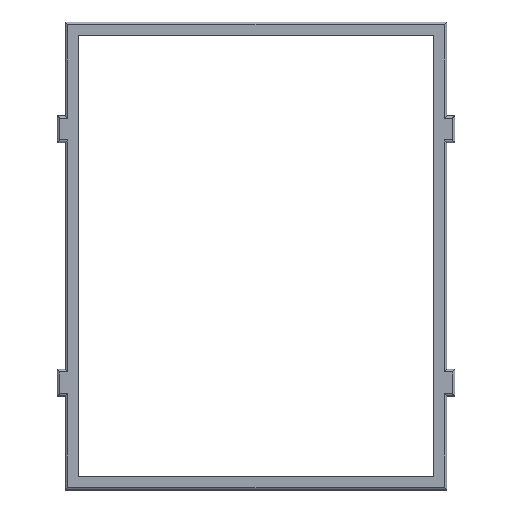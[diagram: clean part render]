
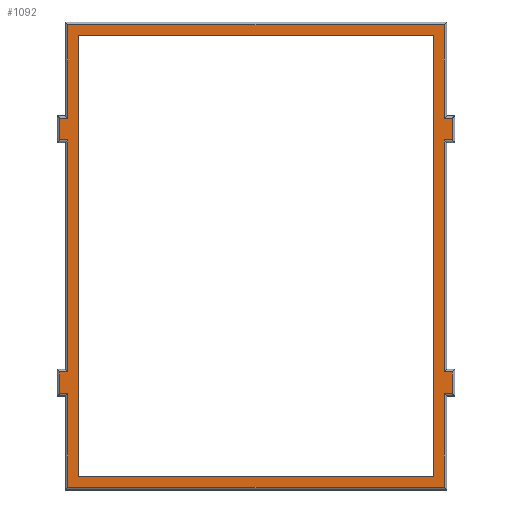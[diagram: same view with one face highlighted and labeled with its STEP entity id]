
A CAD part, top view. The second image highlights one B-rep face of the part: STEP entity #1092.
In plain terms, the highlighted face is planar.
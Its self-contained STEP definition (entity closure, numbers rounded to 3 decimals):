
#25=FACE_BOUND('',#193,.T.);
#44=PLANE('',#1199);
#127=FACE_OUTER_BOUND('',#192,.T.);
#192=EDGE_LOOP('',(#872,#873,#874,#875,#876,#877,#878,#879,#880,#881,#882,
#883,#884,#885,#886,#887,#888,#889,#890,#891));
#193=EDGE_LOOP('',(#892,#893,#894,#895));
#234=LINE('',#1576,#358);
#236=LINE('',#1584,#360);
#238=LINE('',#1590,#362);
#240=LINE('',#1596,#364);
#242=LINE('',#1602,#366);
#244=LINE('',#1608,#368);
#246=LINE('',#1614,#370);
#248=LINE('',#1620,#372);
#250=LINE('',#1626,#374);
#252=LINE('',#1632,#376);
#254=LINE('',#1638,#378);
#257=LINE('',#1646,#381);
#259=LINE('',#1652,#383);
#261=LINE('',#1658,#385);
#263=LINE('',#1664,#387);
#265=LINE('',#1670,#389);
#267=LINE('',#1676,#391);
#269=LINE('',#1682,#393);
#271=LINE('',#1688,#395);
#273=LINE('',#1692,#397);
#299=LINE('',#1746,#423);
#300=LINE('',#1748,#424);
#301=LINE('',#1750,#425);
#302=LINE('',#1751,#426);
#358=VECTOR('',#1266,10.);
#360=VECTOR('',#1274,10.);
#362=VECTOR('',#1280,10.);
#364=VECTOR('',#1286,10.);
#366=VECTOR('',#1292,10.);
#368=VECTOR('',#1298,10.);
#370=VECTOR('',#1304,10.);
#372=VECTOR('',#1310,10.);
#374=VECTOR('',#1316,10.);
#376=VECTOR('',#1322,10.);
#378=VECTOR('',#1328,10.);
#381=VECTOR('',#1335,10.);
#383=VECTOR('',#1341,10.);
#385=VECTOR('',#1347,10.);
#387=VECTOR('',#1353,10.);
#389=VECTOR('',#1359,10.);
#391=VECTOR('',#1365,10.);
#393=VECTOR('',#1371,10.);
#395=VECTOR('',#1377,10.);
#397=VECTOR('',#1383,10.);
#423=VECTOR('',#1431,10.);
#424=VECTOR('',#1432,10.);
#425=VECTOR('',#1433,10.);
#426=VECTOR('',#1434,10.);
#494=VERTEX_POINT('',#1574);
#495=VERTEX_POINT('',#1575);
#498=VERTEX_POINT('',#1583);
#500=VERTEX_POINT('',#1589);
#502=VERTEX_POINT('',#1595);
#504=VERTEX_POINT('',#1601);
#506=VERTEX_POINT('',#1607);
#508=VERTEX_POINT('',#1613);
#510=VERTEX_POINT('',#1619);
#512=VERTEX_POINT('',#1625);
#514=VERTEX_POINT('',#1631);
#516=VERTEX_POINT('',#1637);
#519=VERTEX_POINT('',#1645);
#521=VERTEX_POINT('',#1651);
#523=VERTEX_POINT('',#1657);
#525=VERTEX_POINT('',#1663);
#527=VERTEX_POINT('',#1669);
#529=VERTEX_POINT('',#1675);
#531=VERTEX_POINT('',#1681);
#533=VERTEX_POINT('',#1687);
#549=VERTEX_POINT('',#1744);
#550=VERTEX_POINT('',#1745);
#551=VERTEX_POINT('',#1747);
#552=VERTEX_POINT('',#1749);
#590=EDGE_CURVE('',#494,#495,#234,.T.);
#594=EDGE_CURVE('',#495,#498,#236,.T.);
#597=EDGE_CURVE('',#498,#500,#238,.T.);
#600=EDGE_CURVE('',#500,#502,#240,.T.);
#603=EDGE_CURVE('',#502,#504,#242,.T.);
#606=EDGE_CURVE('',#504,#506,#244,.T.);
#609=EDGE_CURVE('',#506,#508,#246,.T.);
#612=EDGE_CURVE('',#508,#510,#248,.T.);
#615=EDGE_CURVE('',#510,#512,#250,.T.);
#618=EDGE_CURVE('',#512,#514,#252,.T.);
#621=EDGE_CURVE('',#514,#516,#254,.T.);
#625=EDGE_CURVE('',#516,#519,#257,.T.);
#628=EDGE_CURVE('',#519,#521,#259,.T.);
#631=EDGE_CURVE('',#521,#523,#261,.T.);
#634=EDGE_CURVE('',#523,#525,#263,.T.);
#637=EDGE_CURVE('',#525,#527,#265,.T.);
#640=EDGE_CURVE('',#527,#529,#267,.T.);
#643=EDGE_CURVE('',#529,#531,#269,.T.);
#646=EDGE_CURVE('',#531,#533,#271,.T.);
#649=EDGE_CURVE('',#533,#494,#273,.T.);
#675=EDGE_CURVE('',#549,#550,#299,.T.);
#676=EDGE_CURVE('',#551,#549,#300,.T.);
#677=EDGE_CURVE('',#552,#551,#301,.T.);
#678=EDGE_CURVE('',#550,#552,#302,.T.);
#872=ORIENTED_EDGE('',*,*,#590,.F.);
#873=ORIENTED_EDGE('',*,*,#649,.F.);
#874=ORIENTED_EDGE('',*,*,#646,.F.);
#875=ORIENTED_EDGE('',*,*,#643,.F.);
#876=ORIENTED_EDGE('',*,*,#640,.F.);
#877=ORIENTED_EDGE('',*,*,#637,.F.);
#878=ORIENTED_EDGE('',*,*,#634,.F.);
#879=ORIENTED_EDGE('',*,*,#631,.F.);
#880=ORIENTED_EDGE('',*,*,#628,.F.);
#881=ORIENTED_EDGE('',*,*,#625,.F.);
#882=ORIENTED_EDGE('',*,*,#621,.F.);
#883=ORIENTED_EDGE('',*,*,#618,.F.);
#884=ORIENTED_EDGE('',*,*,#615,.F.);
#885=ORIENTED_EDGE('',*,*,#612,.F.);
#886=ORIENTED_EDGE('',*,*,#609,.F.);
#887=ORIENTED_EDGE('',*,*,#606,.F.);
#888=ORIENTED_EDGE('',*,*,#603,.F.);
#889=ORIENTED_EDGE('',*,*,#600,.F.);
#890=ORIENTED_EDGE('',*,*,#597,.F.);
#891=ORIENTED_EDGE('',*,*,#594,.F.);
#892=ORIENTED_EDGE('',*,*,#675,.F.);
#893=ORIENTED_EDGE('',*,*,#676,.F.);
#894=ORIENTED_EDGE('',*,*,#677,.F.);
#895=ORIENTED_EDGE('',*,*,#678,.F.);
#1092=ADVANCED_FACE('',(#127,#25),#44,.F.);
#1199=AXIS2_PLACEMENT_3D('',#1743,#1429,#1430);
#1266=DIRECTION('',(0.,1.,0.));
#1274=DIRECTION('',(1.,0.,0.));
#1280=DIRECTION('',(0.,1.,0.));
#1286=DIRECTION('',(-1.,0.,0.));
#1292=DIRECTION('',(0.,1.,0.));
#1298=DIRECTION('',(1.,0.,0.));
#1304=DIRECTION('',(0.,1.,0.));
#1310=DIRECTION('',(-1.,0.,0.));
#1316=DIRECTION('',(0.,1.,0.));
#1322=DIRECTION('',(-1.,0.,0.));
#1328=DIRECTION('',(0.,-1.,0.));
#1335=DIRECTION('',(-1.,0.,0.));
#1341=DIRECTION('',(0.,-1.,0.));
#1347=DIRECTION('',(1.,0.,0.));
#1353=DIRECTION('',(0.,-1.,0.));
#1359=DIRECTION('',(-1.,0.,0.));
#1365=DIRECTION('',(0.,-1.,0.));
#1371=DIRECTION('',(1.,0.,0.));
#1377=DIRECTION('',(0.,-1.,0.));
#1383=DIRECTION('',(1.,0.,0.));
#1429=DIRECTION('center_axis',(0.,0.,1.));
#1430=DIRECTION('ref_axis',(1.,0.,0.));
#1431=DIRECTION('',(0.,1.,0.));
#1432=DIRECTION('',(-1.,0.,0.));
#1433=DIRECTION('',(0.,-1.,0.));
#1434=DIRECTION('',(1.,0.,0.));
#1574=CARTESIAN_POINT('',(291.4,-14.045,0.));
#1575=CARTESIAN_POINT('',(291.4,20.955,0.));
#1576=CARTESIAN_POINT('',(291.4,28.581,0.));
#1583=CARTESIAN_POINT('',(294.4,20.955,0.));
#1584=CARTESIAN_POINT('',(256.8,20.955,0.));
#1589=CARTESIAN_POINT('',(294.4,28.955,0.));
#1590=CARTESIAN_POINT('',(294.4,46.081,0.));
#1595=CARTESIAN_POINT('',(291.4,28.955,0.));
#1596=CARTESIAN_POINT('',(258.3,28.955,0.));
#1601=CARTESIAN_POINT('',(291.4,115.456,0.));
#1602=CARTESIAN_POINT('',(291.4,28.581,0.));
#1607=CARTESIAN_POINT('',(294.4,115.456,0.));
#1608=CARTESIAN_POINT('',(256.8,115.456,0.));
#1613=CARTESIAN_POINT('',(294.4,123.456,0.));
#1614=CARTESIAN_POINT('',(294.4,93.331,0.));
#1619=CARTESIAN_POINT('',(291.4,123.456,0.));
#1620=CARTESIAN_POINT('',(258.3,123.456,0.));
#1625=CARTESIAN_POINT('',(291.4,158.456,0.));
#1626=CARTESIAN_POINT('',(291.4,28.581,0.));
#1631=CARTESIAN_POINT('',(151.,158.456,0.));
#1632=CARTESIAN_POINT('',(256.8,158.456,0.));
#1637=CARTESIAN_POINT('',(151.,123.456,0.));
#1638=CARTESIAN_POINT('',(151.,115.831,0.));
#1645=CARTESIAN_POINT('',(148.,123.456,0.));
#1646=CARTESIAN_POINT('',(185.6,123.456,0.));
#1651=CARTESIAN_POINT('',(148.,115.456,0.));
#1652=CARTESIAN_POINT('',(148.,98.331,0.));
#1657=CARTESIAN_POINT('',(151.,115.456,0.));
#1658=CARTESIAN_POINT('',(184.1,115.456,0.));
#1663=CARTESIAN_POINT('',(151.,28.955,0.));
#1664=CARTESIAN_POINT('',(151.,115.831,0.));
#1669=CARTESIAN_POINT('',(148.,28.955,0.));
#1670=CARTESIAN_POINT('',(185.6,28.955,0.));
#1675=CARTESIAN_POINT('',(148.,20.955,0.));
#1676=CARTESIAN_POINT('',(148.,51.081,0.));
#1681=CARTESIAN_POINT('',(151.,20.955,0.));
#1682=CARTESIAN_POINT('',(184.1,20.955,0.));
#1687=CARTESIAN_POINT('',(151.,-14.045,0.));
#1688=CARTESIAN_POINT('',(151.,115.831,0.));
#1692=CARTESIAN_POINT('',(185.6,-14.045,0.));
#1743=CARTESIAN_POINT('Origin',(221.2,72.206,0.));
#1744=CARTESIAN_POINT('',(155.,-10.045,0.));
#1745=CARTESIAN_POINT('',(155.,154.456,0.));
#1746=CARTESIAN_POINT('',(155.,-10.045,0.));
#1747=CARTESIAN_POINT('',(287.4,-10.045,0.));
#1748=CARTESIAN_POINT('',(155.,-10.045,0.));
#1749=CARTESIAN_POINT('',(287.4,154.456,0.));
#1750=CARTESIAN_POINT('',(287.4,154.456,0.));
#1751=CARTESIAN_POINT('',(155.,154.456,0.));
